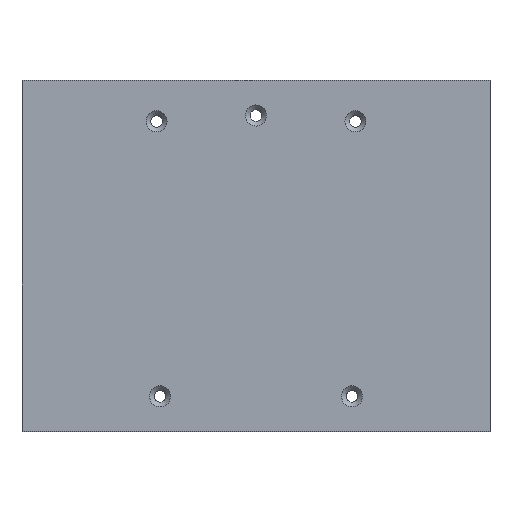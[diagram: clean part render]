
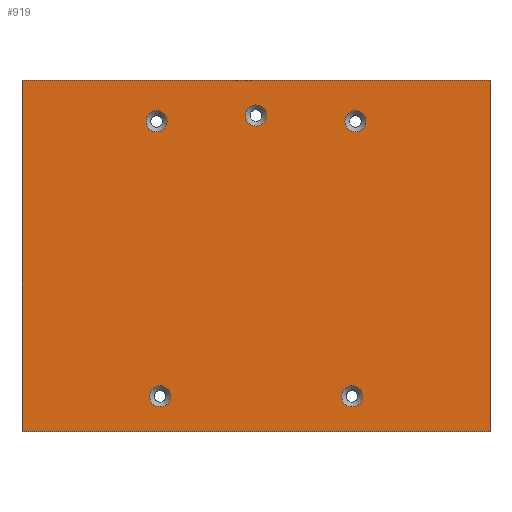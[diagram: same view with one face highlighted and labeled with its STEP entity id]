
A CAD part, top view. The second image highlights one B-rep face of the part: STEP entity #919.
In plain terms, the highlighted planar face has unit normal (0, 0, 1).
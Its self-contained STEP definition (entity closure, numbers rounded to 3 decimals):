
#763=CARTESIAN_POINT('',(0.,0.,4.));
#764=VERTEX_POINT('',#763);
#771=CARTESIAN_POINT('',(0.,15.,4.));
#772=VERTEX_POINT('',#771);
#773=CARTESIAN_POINT('',(0.,15.,4.));
#774=DIRECTION('',(0.,-1.,0.));
#775=VECTOR('',#774,15.);
#776=LINE('',#773,#775);
#777=EDGE_CURVE('',#772,#764,#776,.T.);
#794=CARTESIAN_POINT('',(20.,0.,4.));
#795=VERTEX_POINT('',#794);
#802=CARTESIAN_POINT('',(0.,0.,4.));
#803=DIRECTION('',(1.,0.,-0.));
#804=VECTOR('',#803,20.);
#805=LINE('',#802,#804);
#806=EDGE_CURVE('',#764,#795,#805,.T.);
#818=CARTESIAN_POINT('',(20.,15.,4.));
#819=VERTEX_POINT('',#818);
#826=CARTESIAN_POINT('',(20.,0.,4.));
#827=DIRECTION('',(0.,1.,0.));
#828=VECTOR('',#827,15.);
#829=LINE('',#826,#828);
#830=EDGE_CURVE('',#795,#819,#829,.T.);
#843=CARTESIAN_POINT('',(20.,15.,4.));
#844=DIRECTION('',(-1.,0.,0.));
#845=VECTOR('',#844,20.);
#846=LINE('',#843,#845);
#847=EDGE_CURVE('',#819,#772,#846,.T.);
#853=CARTESIAN_POINT('',(0.,0.,4.));
#854=DIRECTION('',(0.,0.,1.));
#855=DIRECTION('',(1.,0.,0.));
#856=AXIS2_PLACEMENT_3D('',#853,#854,#855);
#857=PLANE('',#856);
#858=CARTESIAN_POINT('',(14.55,1.5,4.));
#859=VERTEX_POINT('',#858);
#860=CARTESIAN_POINT('',(14.1,1.5,4.));
#861=DIRECTION('',(-0.,-0.,-1.));
#862=DIRECTION('',(1.,0.,-0.));
#863=AXIS2_PLACEMENT_3D('',#860,#861,#862);
#864=CIRCLE('',#863,0.45);
#865=EDGE_CURVE('',#859,#859,#864,.T.);
#866=ORIENTED_EDGE('',*,*,#865,.T.);
#867=EDGE_LOOP('',(#866));
#868=FACE_BOUND('',#867,.T.);
#869=CARTESIAN_POINT('',(6.35,1.5,4.));
#870=VERTEX_POINT('',#869);
#871=CARTESIAN_POINT('',(5.9,1.5,4.));
#872=DIRECTION('',(-0.,-0.,-1.));
#873=DIRECTION('',(1.,0.,-0.));
#874=AXIS2_PLACEMENT_3D('',#871,#872,#873);
#875=CIRCLE('',#874,0.45);
#876=EDGE_CURVE('',#870,#870,#875,.T.);
#877=ORIENTED_EDGE('',*,*,#876,.T.);
#878=EDGE_LOOP('',(#877));
#879=FACE_BOUND('',#878,.T.);
#880=CARTESIAN_POINT('',(6.2,13.25,4.));
#881=VERTEX_POINT('',#880);
#882=CARTESIAN_POINT('',(5.75,13.25,4.));
#883=DIRECTION('',(-0.,-0.,-1.));
#884=DIRECTION('',(1.,0.,-0.));
#885=AXIS2_PLACEMENT_3D('',#882,#883,#884);
#886=CIRCLE('',#885,0.45);
#887=EDGE_CURVE('',#881,#881,#886,.T.);
#888=ORIENTED_EDGE('',*,*,#887,.T.);
#889=EDGE_LOOP('',(#888));
#890=FACE_BOUND('',#889,.T.);
#891=CARTESIAN_POINT('',(10.45,13.5,4.));
#892=VERTEX_POINT('',#891);
#893=CARTESIAN_POINT('',(10.,13.5,4.));
#894=DIRECTION('',(-0.,-0.,-1.));
#895=DIRECTION('',(1.,0.,-0.));
#896=AXIS2_PLACEMENT_3D('',#893,#894,#895);
#897=CIRCLE('',#896,0.45);
#898=EDGE_CURVE('',#892,#892,#897,.T.);
#899=ORIENTED_EDGE('',*,*,#898,.T.);
#900=EDGE_LOOP('',(#899));
#901=FACE_BOUND('',#900,.T.);
#902=CARTESIAN_POINT('',(14.7,13.25,4.));
#903=VERTEX_POINT('',#902);
#904=CARTESIAN_POINT('',(14.25,13.25,4.));
#905=DIRECTION('',(-0.,-0.,-1.));
#906=DIRECTION('',(1.,0.,-0.));
#907=AXIS2_PLACEMENT_3D('',#904,#905,#906);
#908=CIRCLE('',#907,0.45);
#909=EDGE_CURVE('',#903,#903,#908,.T.);
#910=ORIENTED_EDGE('',*,*,#909,.T.);
#911=EDGE_LOOP('',(#910));
#912=FACE_BOUND('',#911,.T.);
#913=ORIENTED_EDGE('',*,*,#777,.T.);
#914=ORIENTED_EDGE('',*,*,#806,.T.);
#915=ORIENTED_EDGE('',*,*,#830,.T.);
#916=ORIENTED_EDGE('',*,*,#847,.T.);
#917=EDGE_LOOP('',(#913,#914,#915,#916));
#918=FACE_BOUND('',#917,.T.);
#919=ADVANCED_FACE('',(#868,#879,#890,#901,#912,#918),#857,.T.);
